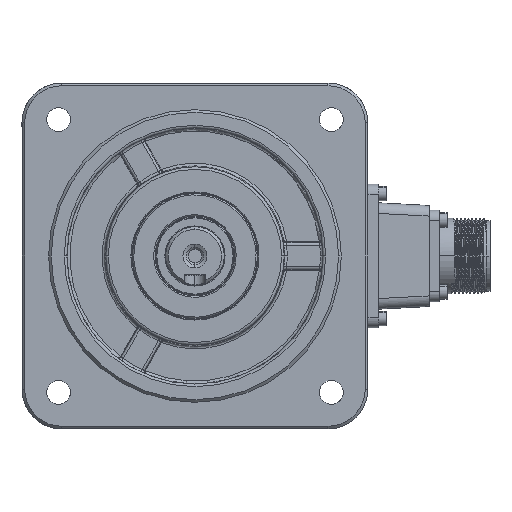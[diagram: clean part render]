
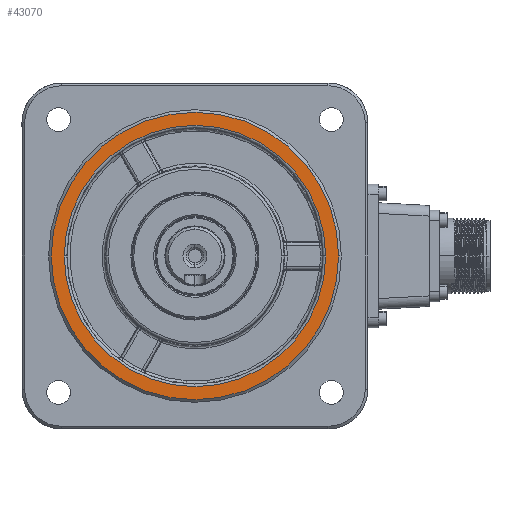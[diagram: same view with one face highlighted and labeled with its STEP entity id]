
A CAD part, left-side view. The second image highlights one B-rep face of the part: STEP entity #43070.
In plain terms, the highlighted planar face has unit normal (-1, 0, 0).
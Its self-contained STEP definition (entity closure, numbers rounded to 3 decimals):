
#660 = DIRECTION ( 'NONE',  ( -1., 0., 0. ) ) ;
#2504 = CARTESIAN_POINT ( 'NONE',  ( -61., 0., 0. ) ) ;
#4031 = AXIS2_PLACEMENT_3D ( 'NONE', #24371, #27591, #20807 ) ;
#6719 = EDGE_CURVE ( 'NONE', #9263, #19844, #22443, .T. ) ;
#9136 = DIRECTION ( 'NONE',  ( 1., 0., 0. ) ) ;
#9263 = VERTEX_POINT ( 'NONE', #28977 ) ;
#9301 = EDGE_CURVE ( 'NONE', #24888, #21706, #44094, .T. ) ;
#10833 = DIRECTION ( 'NONE',  ( 0., -1., 0. ) ) ;
#11148 = PLANE ( 'NONE',  #39387 ) ;
#11386 = FACE_OUTER_BOUND ( 'NONE', #23560, .T. ) ;
#14395 = CARTESIAN_POINT ( 'NONE',  ( -61., -49.122, 0. ) ) ;
#14543 = CARTESIAN_POINT ( 'NONE',  ( -61., -54., 0. ) ) ;
#15514 = DIRECTION ( 'NONE',  ( 1., 0., 0. ) ) ;
#15662 = CARTESIAN_POINT ( 'NONE',  ( -61., 0., 0. ) ) ;
#15892 = CIRCLE ( 'NONE', #4031, 54. ) ;
#17270 = AXIS2_PLACEMENT_3D ( 'NONE', #15662, #15514, #33598 ) ;
#18425 = EDGE_CURVE ( 'NONE', #19844, #9263, #15892, .T. ) ;
#18651 = AXIS2_PLACEMENT_3D ( 'NONE', #2504, #9136, #19968 ) ;
#19844 = VERTEX_POINT ( 'NONE', #14543 ) ;
#19968 = DIRECTION ( 'NONE',  ( 0., -1., 0. ) ) ;
#20807 = DIRECTION ( 'NONE',  ( 0., -1., 0. ) ) ;
#21706 = VERTEX_POINT ( 'NONE', #14395 ) ;
#22443 = CIRCLE ( 'NONE', #30566, 54. ) ;
#23290 = DIRECTION ( 'NONE',  ( -1., 0., 0. ) ) ;
#23560 = EDGE_LOOP ( 'NONE', ( #32288, #25796 ) ) ;
#24056 = EDGE_CURVE ( 'NONE', #21706, #24888, #45016, .T. ) ;
#24371 = CARTESIAN_POINT ( 'NONE',  ( -61., 0., 0. ) ) ;
#24888 = VERTEX_POINT ( 'NONE', #32025 ) ;
#25233 = ORIENTED_EDGE ( 'NONE', *, *, #9301, .T. ) ;
#25796 = ORIENTED_EDGE ( 'NONE', *, *, #18425, .T. ) ;
#27591 = DIRECTION ( 'NONE',  ( -1., 0., 0. ) ) ;
#28977 = CARTESIAN_POINT ( 'NONE',  ( -61., 54., 0. ) ) ;
#29856 = EDGE_LOOP ( 'NONE', ( #38923, #25233 ) ) ;
#30566 = AXIS2_PLACEMENT_3D ( 'NONE', #36769, #23290, #37373 ) ;
#32025 = CARTESIAN_POINT ( 'NONE',  ( -61., 49.122, 0. ) ) ;
#32288 = ORIENTED_EDGE ( 'NONE', *, *, #6719, .T. ) ;
#33598 = DIRECTION ( 'NONE',  ( 0., -1., 0. ) ) ;
#36769 = CARTESIAN_POINT ( 'NONE',  ( -61., 0., 0. ) ) ;
#37373 = DIRECTION ( 'NONE',  ( 0., -1., 0. ) ) ;
#37396 = FACE_BOUND ( 'NONE', #29856, .T. ) ;
#38923 = ORIENTED_EDGE ( 'NONE', *, *, #24056, .T. ) ;
#39387 = AXIS2_PLACEMENT_3D ( 'NONE', #39465, #660, #10833 ) ;
#39465 = CARTESIAN_POINT ( 'NONE',  ( -61., 0., 0. ) ) ;
#43070 = ADVANCED_FACE ( 'NONE', ( #11386, #37396 ), #11148, .T. ) ;
#44094 = CIRCLE ( 'NONE', #17270, 49.122 ) ;
#45016 = CIRCLE ( 'NONE', #18651, 49.122 ) ;
